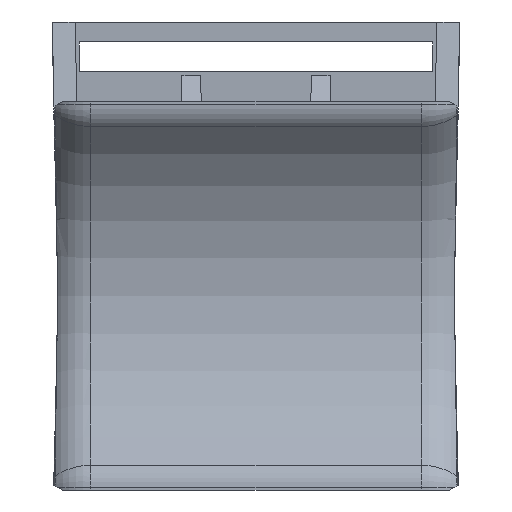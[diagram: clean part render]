
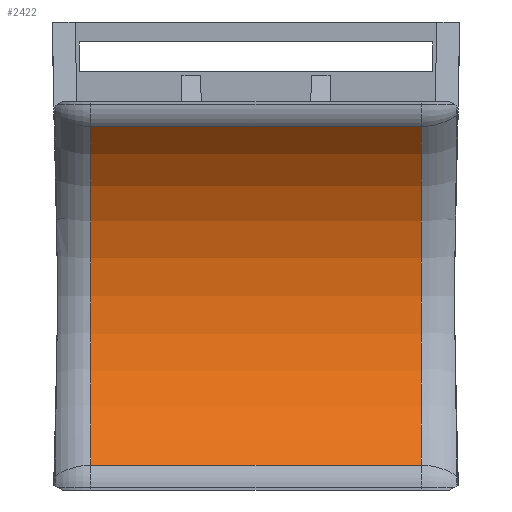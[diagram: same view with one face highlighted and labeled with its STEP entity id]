
A CAD part, front view. The second image highlights one B-rep face of the part: STEP entity #2422.
In plain terms, the highlighted cylindrical face has radius 23 mm (diameter 46 mm), a partial arc.
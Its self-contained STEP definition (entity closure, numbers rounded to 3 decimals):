
#48 = EDGE_CURVE ( 'NONE', #217, #987, #1282, .T. ) ;
#108 = CIRCLE ( 'NONE', #1831, 23. ) ;
#217 = VERTEX_POINT ( 'NONE', #294 ) ;
#294 = CARTESIAN_POINT ( 'NONE',  ( 16.583, -9.019, 17.01 ) ) ;
#301 = CYLINDRICAL_SURFACE ( 'NONE', #1041, 23. ) ;
#658 = EDGE_CURVE ( 'NONE', #3243, #2209, #108, .T. ) ;
#772 = LINE ( 'NONE', #2414, #1321 ) ;
#975 = CARTESIAN_POINT ( 'NONE',  ( -16.583, -9.019, -17.01 ) ) ;
#987 = VERTEX_POINT ( 'NONE', #2785 ) ;
#1041 = AXIS2_PLACEMENT_3D ( 'NONE', #1145, #2034, #2424 ) ;
#1145 = CARTESIAN_POINT ( 'NONE',  ( 20., -24.5, 0. ) ) ;
#1161 = ORIENTED_EDGE ( 'NONE', *, *, #658, .T. ) ;
#1282 = CIRCLE ( 'NONE', #1991, 23. ) ;
#1321 = VECTOR ( 'NONE', #2722, 1000. ) ;
#1364 = LINE ( 'NONE', #2829, #2944 ) ;
#1707 = DIRECTION ( 'NONE',  ( 0., 0., 1. ) ) ;
#1718 = DIRECTION ( 'NONE',  ( -1., 0., 0. ) ) ;
#1726 = CARTESIAN_POINT ( 'NONE',  ( -16.583, -24.5, 0. ) ) ;
#1727 = EDGE_CURVE ( 'NONE', #217, #3243, #772, .T. ) ;
#1831 = AXIS2_PLACEMENT_3D ( 'NONE', #1726, #1718, #1707 ) ;
#1874 = CARTESIAN_POINT ( 'NONE',  ( -16.583, -9.019, 17.01 ) ) ;
#1991 = AXIS2_PLACEMENT_3D ( 'NONE', #3042, #3155, #3144 ) ;
#2034 = DIRECTION ( 'NONE',  ( -1., 0., 0. ) ) ;
#2077 = ORIENTED_EDGE ( 'NONE', *, *, #2920, .T. ) ;
#2090 = ORIENTED_EDGE ( 'NONE', *, *, #48, .F. ) ;
#2123 = DIRECTION ( 'NONE',  ( 1., 0., 0. ) ) ;
#2209 = VERTEX_POINT ( 'NONE', #975 ) ;
#2414 = CARTESIAN_POINT ( 'NONE',  ( 20., -9.019, 17.01 ) ) ;
#2422 = ADVANCED_FACE ( 'NONE', ( #2695 ), #301, .F. ) ;
#2424 = DIRECTION ( 'NONE',  ( 0., 0., 1. ) ) ;
#2447 = EDGE_LOOP ( 'NONE', ( #1161, #2077, #2090, #2958 ) ) ;
#2695 = FACE_OUTER_BOUND ( 'NONE', #2447, .T. ) ;
#2722 = DIRECTION ( 'NONE',  ( -1., 0., 0. ) ) ;
#2785 = CARTESIAN_POINT ( 'NONE',  ( 16.583, -9.019, -17.01 ) ) ;
#2829 = CARTESIAN_POINT ( 'NONE',  ( 20., -9.019, -17.01 ) ) ;
#2920 = EDGE_CURVE ( 'NONE', #2209, #987, #1364, .T. ) ;
#2944 = VECTOR ( 'NONE', #2123, 1000. ) ;
#2958 = ORIENTED_EDGE ( 'NONE', *, *, #1727, .T. ) ;
#3042 = CARTESIAN_POINT ( 'NONE',  ( 16.583, -24.5, 0. ) ) ;
#3144 = DIRECTION ( 'NONE',  ( 0., 0., 1. ) ) ;
#3155 = DIRECTION ( 'NONE',  ( -1., 0., 0. ) ) ;
#3243 = VERTEX_POINT ( 'NONE', #1874 ) ;
